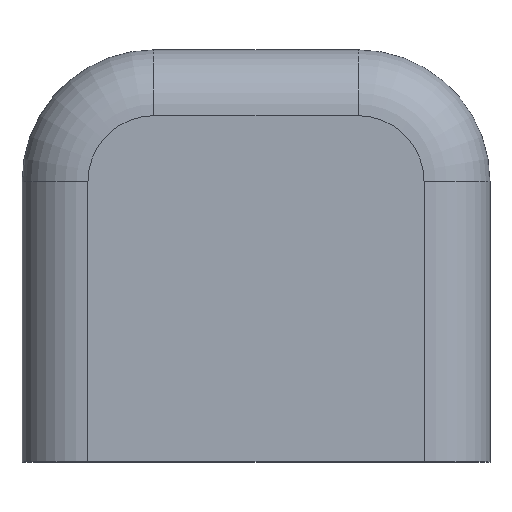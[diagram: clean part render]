
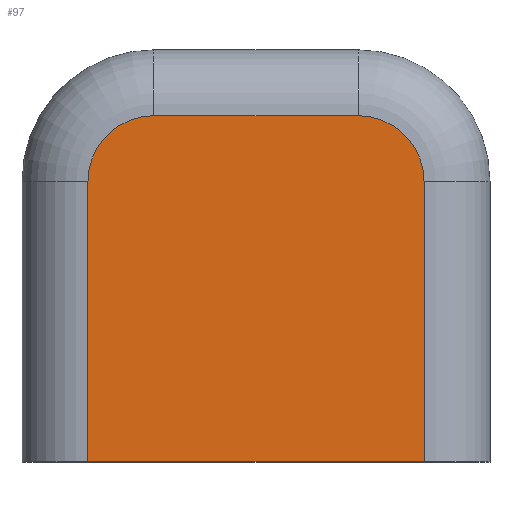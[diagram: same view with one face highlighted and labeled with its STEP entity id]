
A CAD part, top view. The second image highlights one B-rep face of the part: STEP entity #97.
In plain terms, the highlighted planar face has unit normal (0, 0, 1).
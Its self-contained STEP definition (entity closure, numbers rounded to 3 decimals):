
#97 = ADVANCED_FACE( '', ( #216 ), #217, .F. );
#216 = FACE_OUTER_BOUND( '', #353, .T. );
#217 = PLANE( '', #354 );
#353 = EDGE_LOOP( '', ( #570, #571, #572, #573, #574, #575 ) );
#354 = AXIS2_PLACEMENT_3D( '', #576, #577, #578 );
#570 = ORIENTED_EDGE( '', *, *, #827, .F. );
#571 = ORIENTED_EDGE( '', *, *, #805, .T. );
#572 = ORIENTED_EDGE( '', *, *, #875, .F. );
#573 = ORIENTED_EDGE( '', *, *, #808, .T. );
#574 = ORIENTED_EDGE( '', *, *, #876, .F. );
#575 = ORIENTED_EDGE( '', *, *, #877, .T. );
#576 = CARTESIAN_POINT( '', ( 0., 0., 0. ) );
#577 = DIRECTION( '', ( 0., 0., -1. ) );
#578 = DIRECTION( '', ( -1., 0., 0. ) );
#805 = EDGE_CURVE( '', #942, #946, #948, .F. );
#808 = EDGE_CURVE( '', #953, #951, #954, .F. );
#827 = EDGE_CURVE( '', #942, #987, #988, .T. );
#875 = EDGE_CURVE( '', #953, #946, #1059, .T. );
#876 = EDGE_CURVE( '', #1060, #951, #1061, .T. );
#877 = EDGE_CURVE( '', #1060, #987, #1062, .F. );
#942 = VERTEX_POINT( '', #1137 );
#946 = VERTEX_POINT( '', #1142 );
#948 = LINE( '', #1144, #1145 );
#951 = VERTEX_POINT( '', #1148 );
#953 = VERTEX_POINT( '', #1150 );
#954 = LINE( '', #1151, #1152 );
#987 = VERTEX_POINT( '', #1194 );
#988 = LINE( '', #1195, #1196 );
#1059 = CIRCLE( '', #1286, 2. );
#1060 = VERTEX_POINT( '', #1287 );
#1061 = CIRCLE( '', #1288, 2. );
#1062 = LINE( '', #1289, #1290 );
#1137 = CARTESIAN_POINT( '', ( 5.1, -6.25, 0. ) );
#1142 = CARTESIAN_POINT( '', ( 5.1, 2.25, 0. ) );
#1144 = CARTESIAN_POINT( '', ( 5.1, 0., 0. ) );
#1145 = VECTOR( '', #1389, 1000. );
#1148 = CARTESIAN_POINT( '', ( -3.1, 4.25, 0. ) );
#1150 = CARTESIAN_POINT( '', ( 3.1, 4.25, 0. ) );
#1151 = CARTESIAN_POINT( '', ( 0., 4.25, 0. ) );
#1152 = VECTOR( '', #1393, 1000. );
#1194 = CARTESIAN_POINT( '', ( -5.1, -6.25, 0. ) );
#1195 = CARTESIAN_POINT( '', ( 7.1, -6.25, 0. ) );
#1196 = VECTOR( '', #1424, 1000. );
#1286 = AXIS2_PLACEMENT_3D( '', #1492, #1493, #1494 );
#1287 = CARTESIAN_POINT( '', ( -5.1, 2.25, 0. ) );
#1288 = AXIS2_PLACEMENT_3D( '', #1495, #1496, #1497 );
#1289 = CARTESIAN_POINT( '', ( -5.1, 0., 0. ) );
#1290 = VECTOR( '', #1498, 1000. );
#1389 = DIRECTION( '', ( 0., -1., 0. ) );
#1393 = DIRECTION( '', ( 1., 0., 0. ) );
#1424 = DIRECTION( '', ( -1., 0., 0. ) );
#1492 = CARTESIAN_POINT( '', ( 3.1, 2.25, 0. ) );
#1493 = DIRECTION( '', ( 0., 0., -1. ) );
#1494 = DIRECTION( '', ( -1., 0., 0. ) );
#1495 = CARTESIAN_POINT( '', ( -3.1, 2.25, 0. ) );
#1496 = DIRECTION( '', ( 0., 0., -1. ) );
#1497 = DIRECTION( '', ( -1., 0., 0. ) );
#1498 = DIRECTION( '', ( 0., 1., 0. ) );
